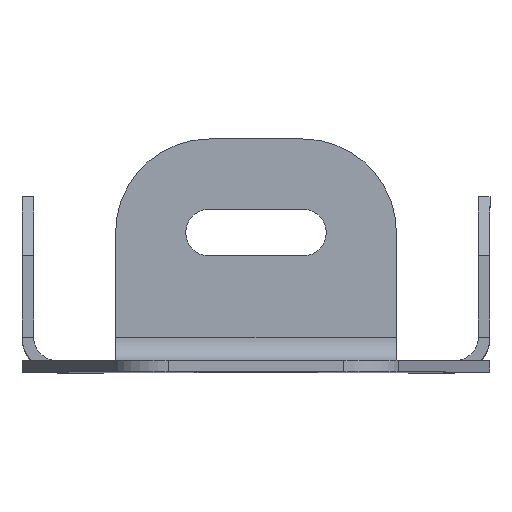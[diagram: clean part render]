
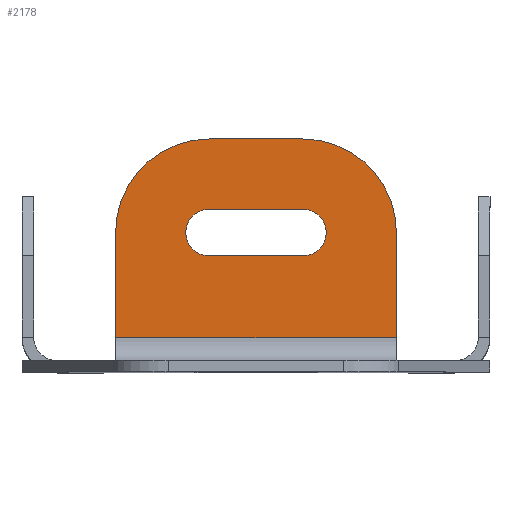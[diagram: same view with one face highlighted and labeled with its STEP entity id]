
A CAD part, top view. The second image highlights one B-rep face of the part: STEP entity #2178.
In plain terms, the highlighted planar face has unit normal (0, 0, 1).
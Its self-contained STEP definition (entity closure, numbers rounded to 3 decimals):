
#21 = PLANE ( 'NONE',  #2045 ) ;
#25 = CARTESIAN_POINT ( 'NONE',  ( -4., 10., 1. ) ) ;
#50 = CARTESIAN_POINT ( 'NONE',  ( 4., 12., 1. ) ) ;
#61 = DIRECTION ( 'NONE',  ( 0., 0., 1. ) ) ;
#67 = LINE ( 'NONE', #1880, #1640 ) ;
#118 = AXIS2_PLACEMENT_3D ( 'NONE', #2289, #681, #1993 ) ;
#179 = AXIS2_PLACEMENT_3D ( 'NONE', #1384, #865, #2107 ) ;
#218 = FACE_OUTER_BOUND ( 'NONE', #2071, .T. ) ;
#227 = VERTEX_POINT ( 'NONE', #1356 ) ;
#262 = DIRECTION ( 'NONE',  ( 0., 0., 1. ) ) ;
#334 = EDGE_CURVE ( 'NONE', #1988, #227, #2247, .T. ) ;
#351 = VERTEX_POINT ( 'NONE', #1207 ) ;
#367 = CARTESIAN_POINT ( 'NONE',  ( 4., 14., 1. ) ) ;
#432 = ORIENTED_EDGE ( 'NONE', *, *, #1547, .F. ) ;
#437 = VERTEX_POINT ( 'NONE', #367 ) ;
#453 = CARTESIAN_POINT ( 'NONE',  ( 4., 12., 1. ) ) ;
#466 = VERTEX_POINT ( 'NONE', #2148 ) ;
#505 = ORIENTED_EDGE ( 'NONE', *, *, #1203, .F. ) ;
#518 = AXIS2_PLACEMENT_3D ( 'NONE', #921, #1624, #2008 ) ;
#524 = DIRECTION ( 'NONE',  ( 1., 0., 0. ) ) ;
#581 = VERTEX_POINT ( 'NONE', #1327 ) ;
#589 = CIRCLE ( 'NONE', #1188, 2. ) ;
#652 = EDGE_CURVE ( 'NONE', #1502, #1164, #1606, .T. ) ;
#681 = DIRECTION ( 'NONE',  ( 0., 0., 1. ) ) ;
#691 = CARTESIAN_POINT ( 'NONE',  ( -4., 14., 1. ) ) ;
#738 = ORIENTED_EDGE ( 'NONE', *, *, #334, .F. ) ;
#757 = EDGE_CURVE ( 'NONE', #2114, #351, #1911, .T. ) ;
#794 = CARTESIAN_POINT ( 'NONE',  ( 12., 3., 1. ) ) ;
#865 = DIRECTION ( 'NONE',  ( 0., 0., 1. ) ) ;
#921 = CARTESIAN_POINT ( 'NONE',  ( -4., 12., 1. ) ) ;
#925 = DIRECTION ( 'NONE',  ( -1., 0., 0. ) ) ;
#931 = DIRECTION ( 'NONE',  ( 1., 0., 0. ) ) ;
#1003 = CIRCLE ( 'NONE', #1347, 2. ) ;
#1072 = CARTESIAN_POINT ( 'NONE',  ( 12., 12., 1. ) ) ;
#1078 = LINE ( 'NONE', #25, #1300 ) ;
#1113 = EDGE_CURVE ( 'NONE', #351, #466, #1660, .T. ) ;
#1114 = CIRCLE ( 'NONE', #118, 8. ) ;
#1117 = EDGE_CURVE ( 'NONE', #2251, #1405, #589, .T. ) ;
#1156 = ORIENTED_EDGE ( 'NONE', *, *, #1315, .T. ) ;
#1164 = VERTEX_POINT ( 'NONE', #1888 ) ;
#1180 = CARTESIAN_POINT ( 'NONE',  ( -4., 20., 1. ) ) ;
#1183 = ORIENTED_EDGE ( 'NONE', *, *, #1117, .F. ) ;
#1186 = VECTOR ( 'NONE', #1836, 1000. ) ;
#1188 = AXIS2_PLACEMENT_3D ( 'NONE', #453, #262, #931 ) ;
#1203 = EDGE_CURVE ( 'NONE', #437, #1988, #2234, .T. ) ;
#1207 = CARTESIAN_POINT ( 'NONE',  ( -12., 12., 1. ) ) ;
#1244 = CARTESIAN_POINT ( 'NONE',  ( 6., 12., 1. ) ) ;
#1296 = CARTESIAN_POINT ( 'NONE',  ( -12., 12., 1. ) ) ;
#1300 = VECTOR ( 'NONE', #524, 1000. ) ;
#1315 = EDGE_CURVE ( 'NONE', #1164, #581, #1114, .T. ) ;
#1327 = CARTESIAN_POINT ( 'NONE',  ( 4., 20., 1. ) ) ;
#1347 = AXIS2_PLACEMENT_3D ( 'NONE', #50, #61, #1483 ) ;
#1356 = CARTESIAN_POINT ( 'NONE',  ( -4., 10., 1. ) ) ;
#1372 = EDGE_CURVE ( 'NONE', #227, #2251, #1078, .T. ) ;
#1384 = CARTESIAN_POINT ( 'NONE',  ( -4., 12., 1. ) ) ;
#1405 = VERTEX_POINT ( 'NONE', #1244 ) ;
#1483 = DIRECTION ( 'NONE',  ( 1., 0., 0. ) ) ;
#1492 = DIRECTION ( 'NONE',  ( -1., 0., 0. ) ) ;
#1498 = CARTESIAN_POINT ( 'NONE',  ( -4., 14., 1. ) ) ;
#1502 = VERTEX_POINT ( 'NONE', #794 ) ;
#1525 = DIRECTION ( 'NONE',  ( 0., -1., 0. ) ) ;
#1547 = EDGE_CURVE ( 'NONE', #1405, #437, #1003, .T. ) ;
#1597 = VECTOR ( 'NONE', #1525, 1000. ) ;
#1606 = LINE ( 'NONE', #1072, #1186 ) ;
#1608 = FACE_BOUND ( 'NONE', #2261, .T. ) ;
#1624 = DIRECTION ( 'NONE',  ( 0., 0., 1. ) ) ;
#1640 = VECTOR ( 'NONE', #1492, 1000. ) ;
#1660 = LINE ( 'NONE', #1296, #1597 ) ;
#1681 = VECTOR ( 'NONE', #1729, 1000. ) ;
#1688 = ORIENTED_EDGE ( 'NONE', *, *, #1736, .T. ) ;
#1729 = DIRECTION ( 'NONE',  ( -1., 0., 0. ) ) ;
#1736 = EDGE_CURVE ( 'NONE', #581, #2114, #67, .T. ) ;
#1814 = CARTESIAN_POINT ( 'NONE',  ( 4., 10., 1. ) ) ;
#1820 = VECTOR ( 'NONE', #2215, 1000. ) ;
#1826 = LINE ( 'NONE', #1883, #1820 ) ;
#1836 = DIRECTION ( 'NONE',  ( 0., 1., 0. ) ) ;
#1847 = ORIENTED_EDGE ( 'NONE', *, *, #2283, .F. ) ;
#1867 = ORIENTED_EDGE ( 'NONE', *, *, #1372, .F. ) ;
#1880 = CARTESIAN_POINT ( 'NONE',  ( -4., 20., 1. ) ) ;
#1883 = CARTESIAN_POINT ( 'NONE',  ( 12., 3., 1. ) ) ;
#1888 = CARTESIAN_POINT ( 'NONE',  ( 12., 12., 1. ) ) ;
#1911 = CIRCLE ( 'NONE', #518, 8. ) ;
#1952 = ORIENTED_EDGE ( 'NONE', *, *, #757, .T. ) ;
#1988 = VERTEX_POINT ( 'NONE', #1498 ) ;
#1990 = CARTESIAN_POINT ( 'NONE',  ( -4., 12., 1. ) ) ;
#1993 = DIRECTION ( 'NONE',  ( -1., 0., 0. ) ) ;
#2008 = DIRECTION ( 'NONE',  ( -1., 0., 0. ) ) ;
#2045 = AXIS2_PLACEMENT_3D ( 'NONE', #1990, #2161, #925 ) ;
#2071 = EDGE_LOOP ( 'NONE', ( #1847, #2285, #1156, #1688, #1952, #2278 ) ) ;
#2107 = DIRECTION ( 'NONE',  ( 1., 0., 0. ) ) ;
#2114 = VERTEX_POINT ( 'NONE', #1180 ) ;
#2148 = CARTESIAN_POINT ( 'NONE',  ( -12., 3., 1. ) ) ;
#2161 = DIRECTION ( 'NONE',  ( 0., 0., -1. ) ) ;
#2178 = ADVANCED_FACE ( 'NONE', ( #1608, #218 ), #21, .F. ) ;
#2215 = DIRECTION ( 'NONE',  ( -1., 0., 0. ) ) ;
#2234 = LINE ( 'NONE', #691, #1681 ) ;
#2247 = CIRCLE ( 'NONE', #179, 2. ) ;
#2251 = VERTEX_POINT ( 'NONE', #1814 ) ;
#2261 = EDGE_LOOP ( 'NONE', ( #1867, #738, #505, #432, #1183 ) ) ;
#2278 = ORIENTED_EDGE ( 'NONE', *, *, #1113, .T. ) ;
#2283 = EDGE_CURVE ( 'NONE', #1502, #466, #1826, .T. ) ;
#2285 = ORIENTED_EDGE ( 'NONE', *, *, #652, .T. ) ;
#2289 = CARTESIAN_POINT ( 'NONE',  ( 4., 12., 1. ) ) ;
